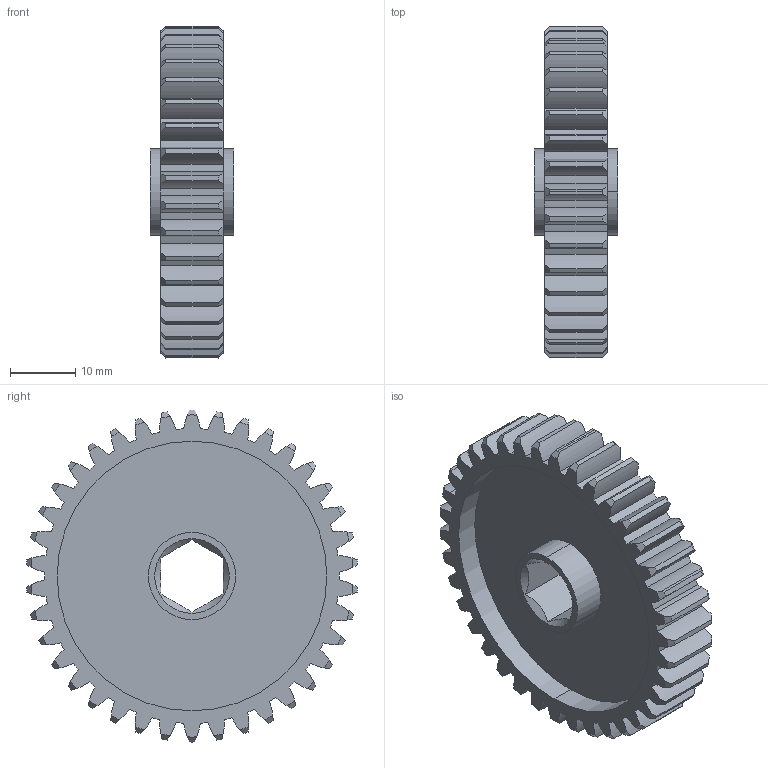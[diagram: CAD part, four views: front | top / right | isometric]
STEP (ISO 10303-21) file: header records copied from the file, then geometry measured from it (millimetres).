
FILE_DESCRIPTION (( 'STEP AP203' ), '1' );
FILE_NAME ('am-3538 38T 20DP 375Hex 375 FW.STEP', '2022-06-22T19:43:23', ( '' ), ( '' ), 'SwSTEP 2.0', 'SolidWorks 2021', '' );
FILE_SCHEMA (( 'CONFIG_CONTROL_DESIGN' ));
Length unit declared in the file: inch
Products named in the file (1): am-3538 38T 20DP 375Hex 375 FW
Bounding box: 12.7 x 50.68 x 50.8 mm (x, y, z)
Volume: 8140.2 mm3; surface area: 7984.1 mm2
Topology: 1 solids, 1 shells, 257 faces, 749 edges, 498 vertices
Faces by surface type: cylinder 165, cone 80, plane 12
Entity records: 9056 total; most frequent: CARTESIAN_POINT 2097, DIRECTION 1503, ORIENTED_EDGE 1498, EDGE_CURVE 749, AXIS2_PLACEMENT_3D 664, VERTEX_POINT 498, CIRCLE 406, EDGE_LOOP 263
